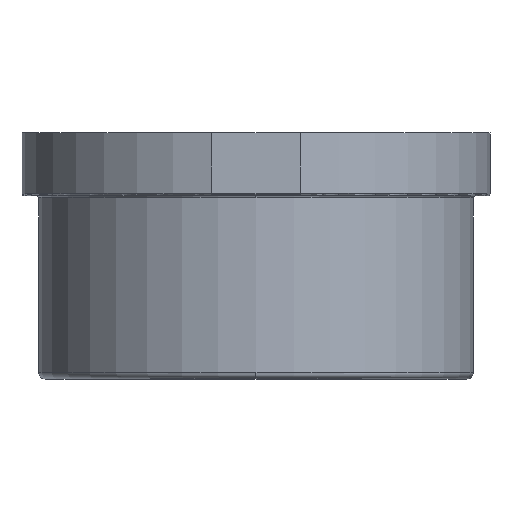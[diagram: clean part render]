
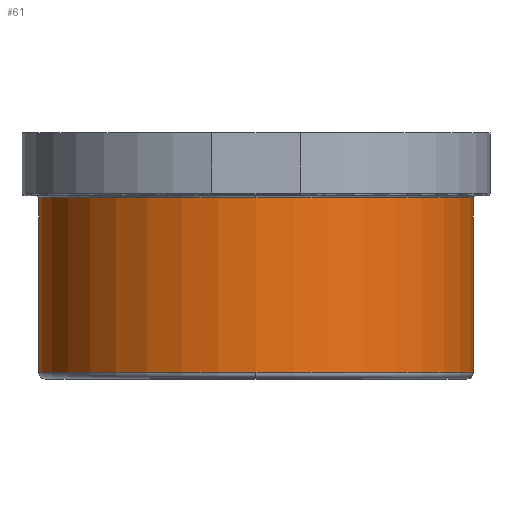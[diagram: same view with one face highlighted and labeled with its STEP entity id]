
A CAD part, top view. The second image highlights one B-rep face of the part: STEP entity #61.
In plain terms, the highlighted cylindrical face has radius 20.75 mm (diameter 41.5 mm), a partial arc.
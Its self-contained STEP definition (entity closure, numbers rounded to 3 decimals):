
#61=ADVANCED_FACE('',(#136),#137,.T.);
#136=FACE_OUTER_BOUND('',#226,.T.);
#137=CYLINDRICAL_SURFACE('',#227,20.75);
#226=EDGE_LOOP('',(#340,#341,#342,#343,#344,#345));
#227=AXIS2_PLACEMENT_3D('',#346,#347,#348);
#340=ORIENTED_EDGE('',*,*,#564,.F.);
#341=ORIENTED_EDGE('',*,*,#565,.F.);
#342=ORIENTED_EDGE('',*,*,#562,.F.);
#343=ORIENTED_EDGE('',*,*,#566,.F.);
#344=ORIENTED_EDGE('',*,*,#567,.F.);
#345=ORIENTED_EDGE('',*,*,#568,.F.);
#346=CARTESIAN_POINT('',(0.0,8.75,0.0));
#347=DIRECTION('',(-0.0,-1.0,0.0));
#348=DIRECTION('',(-1.0,0.0,0.0));
#562=EDGE_CURVE('',#676,#670,#678,.T.);
#564=EDGE_CURVE('',#680,#681,#682,.T.);
#565=EDGE_CURVE('',#670,#680,#683,.T.);
#566=EDGE_CURVE('',#684,#676,#685,.T.);
#567=EDGE_CURVE('',#686,#684,#687,.T.);
#568=EDGE_CURVE('',#681,#686,#688,.T.);
#670=VERTEX_POINT('',#815);
#676=VERTEX_POINT('',#821);
#678=CIRCLE('',#823,20.75);
#680=VERTEX_POINT('',#825);
#681=VERTEX_POINT('',#826);
#682=LINE('',#827,#828);
#683=CIRCLE('',#829,20.75);
#684=VERTEX_POINT('',#830);
#685=LINE('',#831,#832);
#686=VERTEX_POINT('',#833);
#687=CIRCLE('',#834,20.75);
#688=CIRCLE('',#835,20.75);
#815=CARTESIAN_POINT('',(0.,0.6,20.75));
#821=CARTESIAN_POINT('',(20.75,0.6,0.));
#823=AXIS2_PLACEMENT_3D('',#1028,#1029,#1030);
#825=CARTESIAN_POINT('',(-20.75,0.6,0.));
#826=CARTESIAN_POINT('',(-20.75,17.3,0.0));
#827=CARTESIAN_POINT('',(-20.75,8.75,0.));
#828=VECTOR('',#1031,1.0);
#829=AXIS2_PLACEMENT_3D('',#1032,#1033,#1034);
#830=CARTESIAN_POINT('',(20.75,17.3,0.));
#831=CARTESIAN_POINT('',(20.75,8.75,0.));
#832=VECTOR('',#1035,1.0);
#833=CARTESIAN_POINT('',(0.,17.3,20.75));
#834=AXIS2_PLACEMENT_3D('',#1036,#1037,#1038);
#835=AXIS2_PLACEMENT_3D('',#1039,#1040,#1041);
#1028=CARTESIAN_POINT('',(0.0,0.6,0.0));
#1029=DIRECTION('',(0.0,-1.0,0.0));
#1030=DIRECTION('',(1.0,0.0,0.));
#1031=DIRECTION('',(-0.0,1.0,-0.0));
#1032=CARTESIAN_POINT('',(0.0,0.6,0.0));
#1033=DIRECTION('',(0.0,-1.0,0.0));
#1034=DIRECTION('',(1.0,0.0,0.));
#1035=DIRECTION('',(-0.0,-1.0,0.0));
#1036=CARTESIAN_POINT('',(0.0,17.3,0.0));
#1037=DIRECTION('',(-0.0,1.0,0.0));
#1038=DIRECTION('',(1.0,0.0,0.));
#1039=CARTESIAN_POINT('',(0.0,17.3,0.0));
#1040=DIRECTION('',(-0.0,1.0,0.0));
#1041=DIRECTION('',(1.0,0.0,0.));
